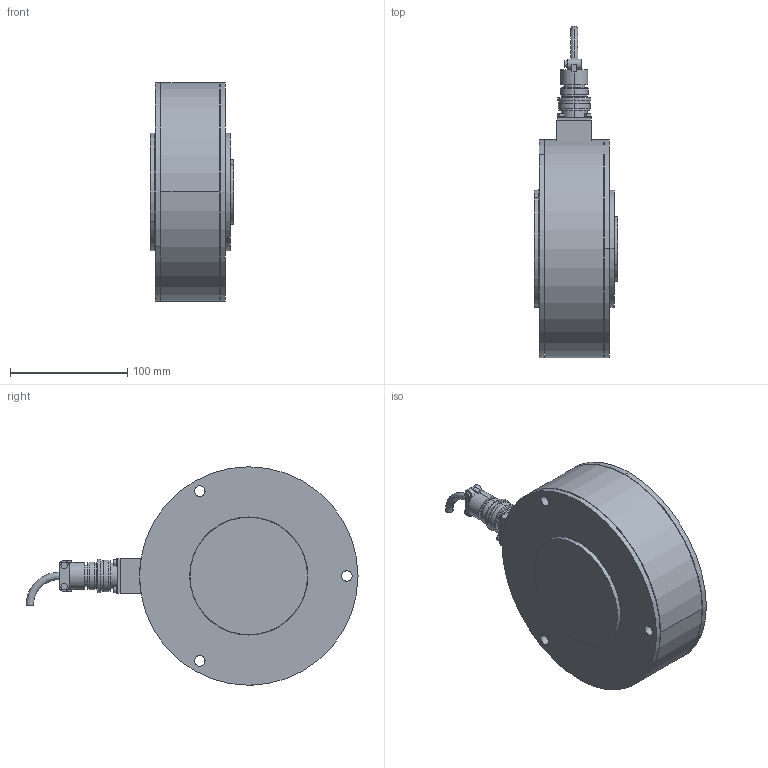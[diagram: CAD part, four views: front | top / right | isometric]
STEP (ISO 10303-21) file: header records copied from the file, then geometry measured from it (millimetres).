
FILE_DESCRIPTION (( 'STEP AP203' ), '1' );
FILE_NAME ('140520.5_stp_-.step', '2020-02-21T11:18:49', ( '' ), ( '' ), 'SwSTEP 2.0', 'SolidWorks 2018', '' );
FILE_SCHEMA (( 'CONFIG_CONTROL_DESIGN' ));
Length unit declared in the file: millimetre
Products named in the file (11): 31101677_V-045A; 140520.5_stp_-; 130419.7_01; FLANSCHDOSE_14S-2P_4-POLIG; 49026_01; 130125.4_stp_01; Federringe_DIN127A_M03; PKL_1307_01; Zyl-Schr DIN912_M3x25; 130419.6_01; Si-Ring DIN472_D80x2.5
Assembly tree (16 placements, depth 2):
  140520.5_stp_-
    130125.4_stp_01
    130419.7_01
    130419.6_01
    Federringe_DIN127A_M03  x4
    Zyl-Schr DIN912_M3x25  x4
    Si-Ring DIN472_D80x2.5
    FLANSCHDOSE_14S-2P_4-POLIG
    31101677_V-045A
    49026_01
    PKL_1307_01
Bounding box: 71 x 282.65 x 186 mm (x, y, z)
Volume: 1501088.6 mm3; surface area: 283704.4 mm2
Topology: 45 solids, 45 shells, 470 faces, 1129 edges, 727 vertices
Faces by surface type: cylinder 210, plane 132, sphere 58, torus 36, cone 32, bspline 2
Entity records: 12692 total; most frequent: DIRECTION 2203, CARTESIAN_POINT 2057, ORIENTED_EDGE 1702, AXIS2_PLACEMENT_3D 943, EDGE_CURVE 851, VERTEX_POINT 571, CIRCLE 528, EDGE_LOOP 504
